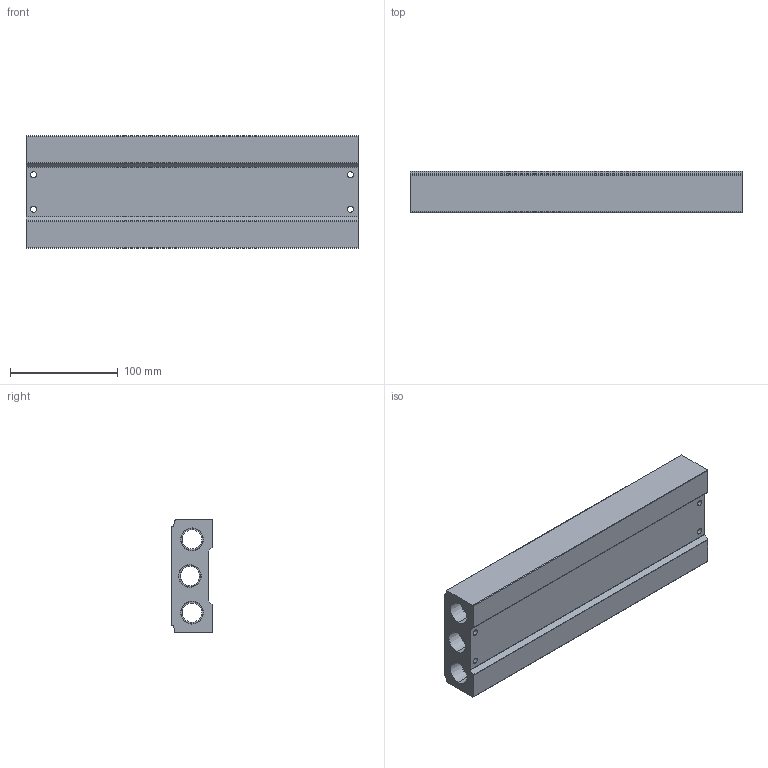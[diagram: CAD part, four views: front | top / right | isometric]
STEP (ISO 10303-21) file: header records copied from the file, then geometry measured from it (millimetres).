
FILE_DESCRIPTION (( 'STEP AP203' ), '1' );
FILE_NAME ('AM-548.step', '2015-11-10T16:23:43', ( '' ), ( '' ), 'SwSTEP 2.0', 'SolidWorks 2015', '' );
FILE_SCHEMA (( 'CONFIG_CONTROL_DESIGN' ));
Length unit declared in the file: millimetre
Products named in the file (1): AM-548
Bounding box: 308 x 38 x 104 mm (x, y, z)
Volume: 884796.5 mm3; surface area: 154290.4 mm2
Topology: 1 solids, 1 shells, 201 faces, 499 edges, 306 vertices
Faces by surface type: cylinder 105, plane 52, cone 44
Entity records: 6328 total; most frequent: CARTESIAN_POINT 1375, DIRECTION 1105, ORIENTED_EDGE 934, EDGE_CURVE 467, AXIS2_PLACEMENT_3D 452, VERTEX_POINT 306, EDGE_LOOP 269, CIRCLE 250
